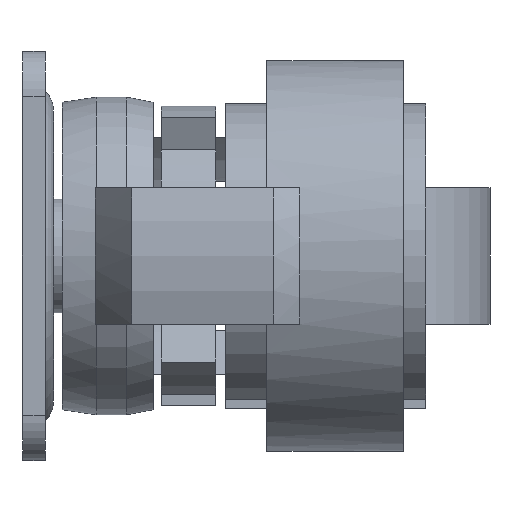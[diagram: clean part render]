
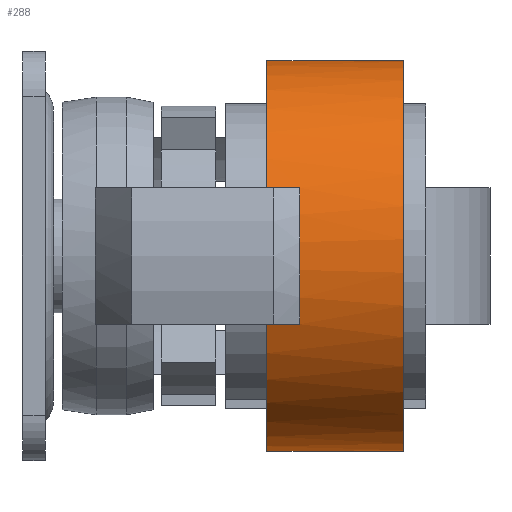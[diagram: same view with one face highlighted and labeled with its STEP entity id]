
A CAD part, left-side view. The second image highlights one B-rep face of the part: STEP entity #288.
In plain terms, the highlighted cylindrical face has radius 43 mm (diameter 86 mm), a partial arc.
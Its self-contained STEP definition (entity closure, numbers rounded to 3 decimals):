
#288 = ADVANCED_FACE( '', ( #711 ), #712, .T. );
#711 = FACE_OUTER_BOUND( '', #1302, .T. );
#712 = CYLINDRICAL_SURFACE( '', #1303, 43. );
#1302 = EDGE_LOOP( '', ( #2135, #2136, #2137, #2138, #2139, #2140, #2141, #2142, #2143, #2144, #2145, #2146, #2147, #2148 ) );
#1303 = AXIS2_PLACEMENT_3D( '', #2149, #2150, #2151 );
#2135 = ORIENTED_EDGE( '', *, *, #3589, .T. );
#2136 = ORIENTED_EDGE( '', *, *, #3520, .T. );
#2137 = ORIENTED_EDGE( '', *, *, #3640, .F. );
#2138 = ORIENTED_EDGE( '', *, *, #3641, .T. );
#2139 = ORIENTED_EDGE( '', *, *, #3462, .T. );
#2140 = ORIENTED_EDGE( '', *, *, #3642, .F. );
#2141 = ORIENTED_EDGE( '', *, *, #3643, .F. );
#2142 = ORIENTED_EDGE( '', *, *, #3644, .T. );
#2143 = ORIENTED_EDGE( '', *, *, #3645, .F. );
#2144 = ORIENTED_EDGE( '', *, *, #3646, .F. );
#2145 = ORIENTED_EDGE( '', *, *, #3647, .T. );
#2146 = ORIENTED_EDGE( '', *, *, #3648, .T. );
#2147 = ORIENTED_EDGE( '', *, *, #3649, .F. );
#2148 = ORIENTED_EDGE( '', *, *, #3650, .T. );
#2149 = CARTESIAN_POINT( '', ( 0., -81.24, 0. ) );
#2150 = DIRECTION( '', ( 0., -1., 0. ) );
#2151 = DIRECTION( '', ( 0., 0., 1. ) );
#3462 = EDGE_CURVE( '', #4158, #4163, #4165, .T. );
#3520 = EDGE_CURVE( '', #4250, #4267, #4269, .T. );
#3589 = EDGE_CURVE( '', #4383, #4250, #4386, .F. );
#3640 = EDGE_CURVE( '', #4470, #4267, #4471, .T. );
#3641 = EDGE_CURVE( '', #4470, #4158, #4472, .F. );
#3642 = EDGE_CURVE( '', #4473, #4163, #4474, .T. );
#3643 = EDGE_CURVE( '', #4475, #4473, #4476, .T. );
#3644 = EDGE_CURVE( '', #4475, #4477, #4478, .T. );
#3645 = EDGE_CURVE( '', #4479, #4477, #4480, .T. );
#3646 = EDGE_CURVE( '', #4481, #4479, #4482, .F. );
#3647 = EDGE_CURVE( '', #4481, #4483, #4484, .T. );
#3648 = EDGE_CURVE( '', #4483, #4485, #4486, .T. );
#3649 = EDGE_CURVE( '', #4487, #4485, #4488, .T. );
#3650 = EDGE_CURVE( '', #4487, #4383, #4489, .F. );
#4158 = VERTEX_POINT( '', #5169 );
#4163 = VERTEX_POINT( '', #5176 );
#4165 = ELLIPSE( '', #5179, 89.798, 43. );
#4250 = VERTEX_POINT( '', #5283 );
#4267 = VERTEX_POINT( '', #5312 );
#4269 = LINE( '', #5315, #5316 );
#4383 = VERTEX_POINT( '', #5465 );
#4386 = CIRCLE( '', #5469, 43. );
#4470 = VERTEX_POINT( '', #5577 );
#4471 = CIRCLE( '', #5578, 43. );
#4472 = LINE( '', #5579, #5580 );
#4473 = VERTEX_POINT( '', #5581 );
#4474 = LINE( '', #5582, #5583 );
#4475 = VERTEX_POINT( '', #5584 );
#4476 = B_SPLINE_CURVE_WITH_KNOTS( '', 3, ( #5585, #5586, #5587, #5588, #5589, #5590, #5591, #5592, #5593, #5594, #5595, #5596, #5597, #5598 ), .UNSPECIFIED., .F., .F., ( 4, 2, 2, 2, 2, 2, 4 ), ( 0., 0.003, 0.004, 0.006, 0.009, 0.01, 0.012 ), .UNSPECIFIED. );
#4477 = VERTEX_POINT( '', #5599 );
#4478 = CIRCLE( '', #5600, 43. );
#4479 = VERTEX_POINT( '', #5601 );
#4480 = B_SPLINE_CURVE_WITH_KNOTS( '', 3, ( #5602, #5603, #5604, #5605, #5606, #5607, #5608, #5609, #5610, #5611, #5612, #5613, #5614, #5615 ), .UNSPECIFIED., .F., .F., ( 4, 2, 2, 2, 2, 2, 4 ), ( 0.031, 0.034, 0.036, 0.037, 0.039, 0.04, 0.043 ), .UNSPECIFIED. );
#4481 = VERTEX_POINT( '', #5616 );
#4482 = LINE( '', #5617, #5618 );
#4483 = VERTEX_POINT( '', #5619 );
#4484 = ELLIPSE( '', #5620, 89.798, 43. );
#4485 = VERTEX_POINT( '', #5621 );
#4486 = LINE( '', #5622, #5623 );
#4487 = VERTEX_POINT( '', #5624 );
#4488 = CIRCLE( '', #5625, 43. );
#4489 = LINE( '', #5626, #5627 );
#5169 = CARTESIAN_POINT( '', ( 34.249, -55.8, -26. ) );
#5176 = CARTESIAN_POINT( '', ( 28.723, -66.8, -32. ) );
#5179 = AXIS2_PLACEMENT_3D( '', #6510, #6511, #6512 );
#5283 = CARTESIAN_POINT( '', ( -40.299, -58.5, -15. ) );
#5312 = CARTESIAN_POINT( '', ( -40.299, -51.24, -15. ) );
#5315 = CARTESIAN_POINT( '', ( -40.299, -81.24, -15. ) );
#5316 = VECTOR( '', #6596, 1000. );
#5465 = CARTESIAN_POINT( '', ( -40.299, -58.5, 15. ) );
#5469 = AXIS2_PLACEMENT_3D( '', #6693, #6694, #6695 );
#5577 = CARTESIAN_POINT( '', ( 34.249, -51.24, -26. ) );
#5578 = AXIS2_PLACEMENT_3D( '', #6762, #6763, #6764 );
#5579 = CARTESIAN_POINT( '', ( 34.249, -81.24, -26. ) );
#5580 = VECTOR( '', #6765, 1000. );
#5581 = CARTESIAN_POINT( '', ( 28.723, -72.79, -32. ) );
#5582 = CARTESIAN_POINT( '', ( 28.723, -81.24, -32. ) );
#5583 = VECTOR( '', #6766, 1000. );
#5584 = CARTESIAN_POINT( '', ( 34.094, -81.24, -26.203 ) );
#5585 = CARTESIAN_POINT( '', ( 34.094, -81.24, -26.203 ) );
#5586 = CARTESIAN_POINT( '', ( 33.561, -80.77, -26.897 ) );
#5587 = CARTESIAN_POINT( '', ( 33.031, -80.247, -27.542 ) );
#5588 = CARTESIAN_POINT( '', ( 32.256, -79.37, -28.438 ) );
#5589 = CARTESIAN_POINT( '', ( 32.001, -79.063, -28.724 ) );
#5590 = CARTESIAN_POINT( '', ( 31.501, -78.414, -29.272 ) );
#5591 = CARTESIAN_POINT( '', ( 31.254, -78.072, -29.534 ) );
#5592 = CARTESIAN_POINT( '', ( 30.539, -76.997, -30.28 ) );
#5593 = CARTESIAN_POINT( '', ( 30.102, -76.23, -30.71 ) );
#5594 = CARTESIAN_POINT( '', ( 29.523, -75.001, -31.264 ) );
#5595 = CARTESIAN_POINT( '', ( 29.343, -74.579, -31.433 ) );
#5596 = CARTESIAN_POINT( '', ( 29.011, -73.705, -31.74 ) );
#5597 = CARTESIAN_POINT( '', ( 28.858, -73.253, -31.879 ) );
#5598 = CARTESIAN_POINT( '', ( 28.723, -72.79, -32. ) );
#5599 = CARTESIAN_POINT( '', ( 34.094, -81.24, 26.203 ) );
#5600 = AXIS2_PLACEMENT_3D( '', #6767, #6768, #6769 );
#5601 = CARTESIAN_POINT( '', ( 28.723, -72.79, 32. ) );
#5602 = CARTESIAN_POINT( '', ( 28.723, -72.79, 32. ) );
#5603 = CARTESIAN_POINT( '', ( 28.991, -73.707, 31.759 ) );
#5604 = CARTESIAN_POINT( '', ( 29.324, -74.577, 31.455 ) );
#5605 = CARTESIAN_POINT( '', ( 29.907, -75.816, 30.898 ) );
#5606 = CARTESIAN_POINT( '', ( 30.116, -76.219, 30.694 ) );
#5607 = CARTESIAN_POINT( '', ( 30.552, -76.99, 30.26 ) );
#5608 = CARTESIAN_POINT( '', ( 30.78, -77.359, 30.028 ) );
#5609 = CARTESIAN_POINT( '', ( 31.251, -78.067, 29.538 ) );
#5610 = CARTESIAN_POINT( '', ( 31.494, -78.405, 29.279 ) );
#5611 = CARTESIAN_POINT( '', ( 31.993, -79.053, 28.733 ) );
#5612 = CARTESIAN_POINT( '', ( 32.25, -79.363, 28.445 ) );
#5613 = CARTESIAN_POINT( '', ( 33.031, -80.247, 27.542 ) );
#5614 = CARTESIAN_POINT( '', ( 33.562, -80.771, 26.895 ) );
#5615 = CARTESIAN_POINT( '', ( 34.094, -81.24, 26.203 ) );
#5616 = CARTESIAN_POINT( '', ( 28.723, -66.8, 32. ) );
#5617 = CARTESIAN_POINT( '', ( 28.723, -81.24, 32. ) );
#5618 = VECTOR( '', #6770, 1000. );
#5619 = CARTESIAN_POINT( '', ( 34.249, -55.8, 26. ) );
#5620 = AXIS2_PLACEMENT_3D( '', #6771, #6772, #6773 );
#5621 = CARTESIAN_POINT( '', ( 34.249, -51.24, 26. ) );
#5622 = CARTESIAN_POINT( '', ( 34.249, -81.24, 26. ) );
#5623 = VECTOR( '', #6774, 1000. );
#5624 = CARTESIAN_POINT( '', ( -40.299, -51.24, 15. ) );
#5625 = AXIS2_PLACEMENT_3D( '', #6775, #6776, #6777 );
#5626 = CARTESIAN_POINT( '', ( -40.299, -81.24, 15. ) );
#5627 = VECTOR( '', #6778, 1000. );
#6510 = CARTESIAN_POINT( '', ( 0., -8.133, 0. ) );
#6511 = DIRECTION( '', ( 0., 0.479, -0.878 ) );
#6512 = DIRECTION( '', ( 0., 0.878, 0.479 ) );
#6596 = DIRECTION( '', ( 0., 1., 0. ) );
#6693 = CARTESIAN_POINT( '', ( 0., -58.5, 0. ) );
#6694 = DIRECTION( '', ( 0., 1., 0. ) );
#6695 = DIRECTION( '', ( 0., 0., 1. ) );
#6762 = CARTESIAN_POINT( '', ( 0., -51.24, 0. ) );
#6763 = DIRECTION( '', ( 0., 1., 0. ) );
#6764 = DIRECTION( '', ( 1., 0., 0. ) );
#6765 = DIRECTION( '', ( 0., 1., 0. ) );
#6766 = DIRECTION( '', ( 0., 1., 0. ) );
#6767 = CARTESIAN_POINT( '', ( 0., -81.24, 0. ) );
#6768 = DIRECTION( '', ( 0., 1., 0. ) );
#6769 = DIRECTION( '', ( 1., 0., 0. ) );
#6770 = DIRECTION( '', ( 0., 1., 0. ) );
#6771 = CARTESIAN_POINT( '', ( 0., -8.133, 0. ) );
#6772 = DIRECTION( '', ( 0., 0.479, 0.878 ) );
#6773 = DIRECTION( '', ( 0., 0.878, -0.479 ) );
#6774 = DIRECTION( '', ( 0., 1., 0. ) );
#6775 = CARTESIAN_POINT( '', ( 0., -51.24, 0. ) );
#6776 = DIRECTION( '', ( 0., 1., 0. ) );
#6777 = DIRECTION( '', ( 1., 0., 0. ) );
#6778 = DIRECTION( '', ( 0., 1., 0. ) );
